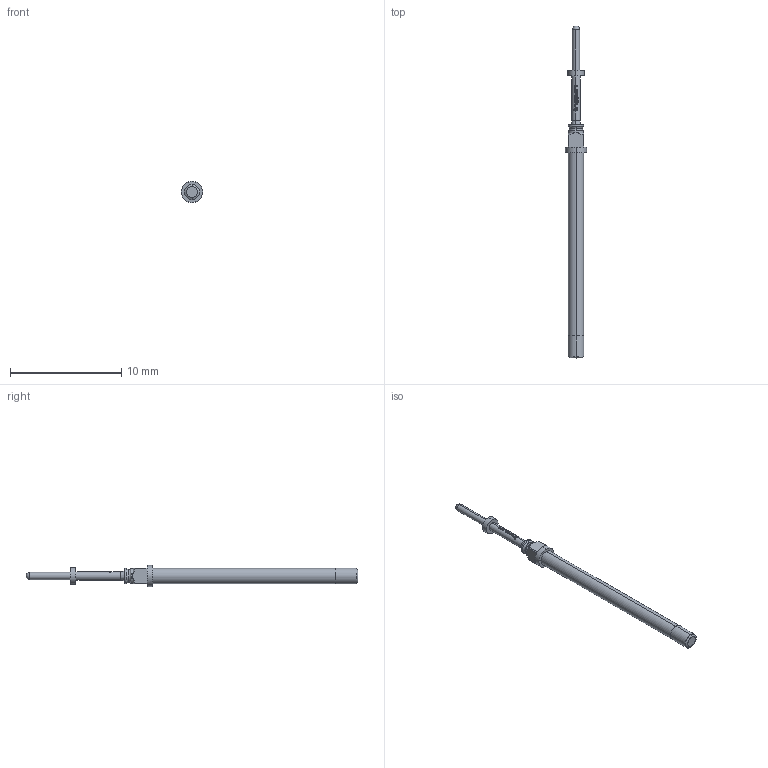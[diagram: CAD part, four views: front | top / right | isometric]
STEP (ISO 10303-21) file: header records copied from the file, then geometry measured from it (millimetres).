
FILE_DESCRIPTION (( 'STEP AP203' ), '1' );
FILE_NAME ('INGUN_T-899_305_065_400_150Axx02M.STEP', '2022-02-09T11:12:59', ( 'ochi' ), ( '' ), 'SwSTEP 2.0', 'SolidWorks 2018', '' );
FILE_SCHEMA (( 'CONFIG_CONTROL_DESIGN' ));
Length unit declared in the file: millimetre
Products named in the file (1): INGUN_T-899_305_065_400_150Axx02M
Bounding box: 1.9 x 29.9 x 1.9 mm (x, y, z)
Volume: 36.3 mm3; surface area: 121.3 mm2
Topology: 1 solids, 1 shells, 124 faces, 337 edges, 222 vertices
Faces by surface type: plane 56, cylinder 35, bspline 22, cone 6, torus 4, sphere 1
Entity records: 4279 total; most frequent: CARTESIAN_POINT 1207, ORIENTED_EDGE 668, DIRECTION 578, EDGE_CURVE 334, AXIS2_PLACEMENT_3D 233, VERTEX_POINT 220, EDGE_LOOP 132, CIRCLE 130
